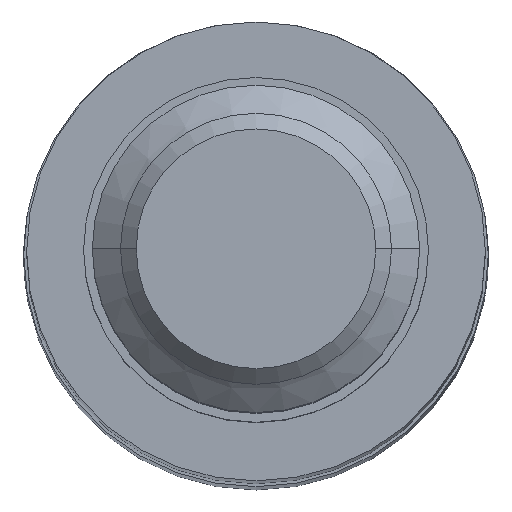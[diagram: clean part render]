
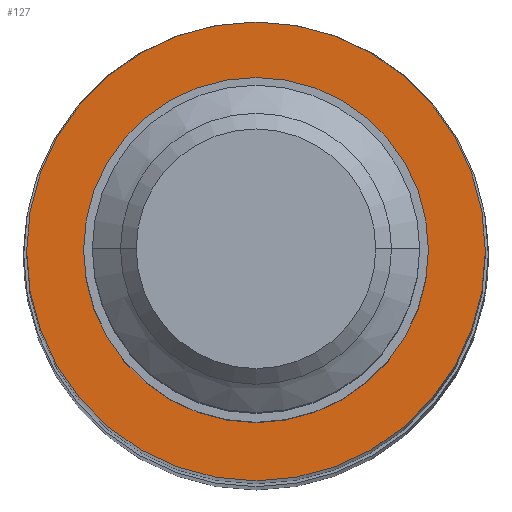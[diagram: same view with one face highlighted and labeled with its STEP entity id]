
A CAD part, top view. The second image highlights one B-rep face of the part: STEP entity #127.
In plain terms, the highlighted planar face has unit normal (0, 0, 1).
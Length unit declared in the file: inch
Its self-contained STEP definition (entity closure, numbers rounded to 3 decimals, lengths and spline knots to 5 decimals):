
#126 = EDGE_CURVE ( 'NONE', #188, #191, #705, .T. ) ;
#127 = ADVANCED_FACE ( 'Face2', ( #764, #763 ), #762, .T. ) ;
#128 = EDGE_LOOP ( 'NONE', ( #129, #130 ) ) ;
#129 = ORIENTED_EDGE ( 'NONE', *, *, #190, .T. ) ;
#130 = ORIENTED_EDGE ( 'NONE', *, *, #126, .T. ) ;
#131 = EDGE_LOOP ( 'NONE', ( #172, #173 ) ) ;
#132 = EDGE_CURVE ( 'Edge1', #133, #134, #757, .T. ) ;
#133 = VERTEX_POINT ( 'NONE', #752 ) ;
#134 = VERTEX_POINT ( 'NONE', #751 ) ;
#172 = ORIENTED_EDGE ( 'NONE', *, *, #132, .F. ) ;
#173 = ORIENTED_EDGE ( 'NONE', *, *, #174, .F. ) ;
#174 = EDGE_CURVE ( 'Edge1', #134, #133, #811, .T. ) ;
#188 = VERTEX_POINT ( 'NONE', #843 ) ;
#190 = EDGE_CURVE ( 'NONE', #191, #188, #842, .T. ) ;
#191 = VERTEX_POINT ( 'NONE', #837 ) ;
#701 = DIRECTION ( 'NONE',  ( 1., 0., 0. ) ) ;
#702 = DIRECTION ( 'NONE',  ( 0., 0., 1. ) ) ;
#703 = CARTESIAN_POINT ( 'NONE',  ( 0., 0., -0.508 ) ) ;
#704 = AXIS2_PLACEMENT_3D ( 'NONE', #703, #702, #701 ) ;
#705 = CIRCLE ( 'NONE', #704, 0.0785 ) ;
#751 = CARTESIAN_POINT ( 'NONE',  ( -0.0465, 0., -0.508 ) ) ;
#752 = CARTESIAN_POINT ( 'NONE',  ( 0.0465, 0., -0.508 ) ) ;
#753 = DIRECTION ( 'NONE',  ( 1., 0., 0. ) ) ;
#754 = DIRECTION ( 'NONE',  ( 0., 0., 1. ) ) ;
#755 = CARTESIAN_POINT ( 'NONE',  ( 0., 0., -0.508 ) ) ;
#756 = AXIS2_PLACEMENT_3D ( 'NONE', #755, #754, #753 ) ;
#757 = CIRCLE ( 'NONE', #756, 0.0465 ) ;
#758 = DIRECTION ( 'NONE',  ( 1., 0., 0. ) ) ;
#759 = DIRECTION ( 'NONE',  ( 0., 0., 1. ) ) ;
#760 = CARTESIAN_POINT ( 'NONE',  ( 0.0785, 0., -0.508 ) ) ;
#761 = AXIS2_PLACEMENT_3D ( 'NONE', #760, #759, #758 ) ;
#762 = PLANE ( 'NONE',  #761 ) ;
#763 = FACE_BOUND ( 'NONE', #131, .T. ) ;
#764 = FACE_OUTER_BOUND ( 'NONE', #128, .T. ) ;
#803 = DIRECTION ( 'NONE',  ( 1., 0., 0. ) ) ;
#804 = DIRECTION ( 'NONE',  ( 0., 0., 1. ) ) ;
#805 = CARTESIAN_POINT ( 'NONE',  ( 0., 0., -0.508 ) ) ;
#806 = AXIS2_PLACEMENT_3D ( 'NONE', #805, #804, #803 ) ;
#811 = CIRCLE ( 'NONE', #806, 0.0465 ) ;
#837 = CARTESIAN_POINT ( 'NONE',  ( 0.0785, 0., -0.508 ) ) ;
#838 = DIRECTION ( 'NONE',  ( 1., 0., 0. ) ) ;
#839 = DIRECTION ( 'NONE',  ( 0., 0., 1. ) ) ;
#840 = CARTESIAN_POINT ( 'NONE',  ( 0., 0., -0.508 ) ) ;
#841 = AXIS2_PLACEMENT_3D ( 'NONE', #840, #839, #838 ) ;
#842 = CIRCLE ( 'NONE', #841, 0.0785 ) ;
#843 = CARTESIAN_POINT ( 'NONE',  ( -0.0785, 0., -0.508 ) ) ;
